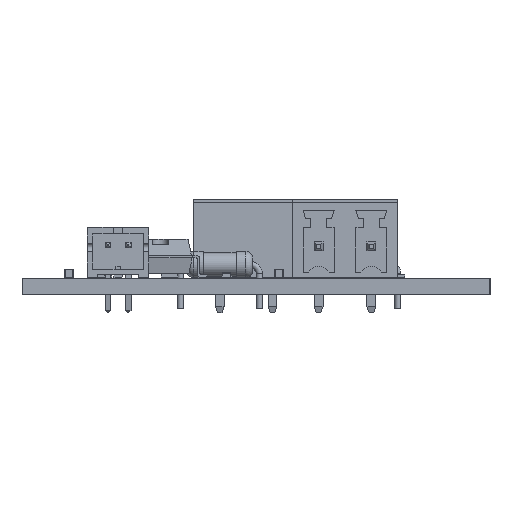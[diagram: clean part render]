
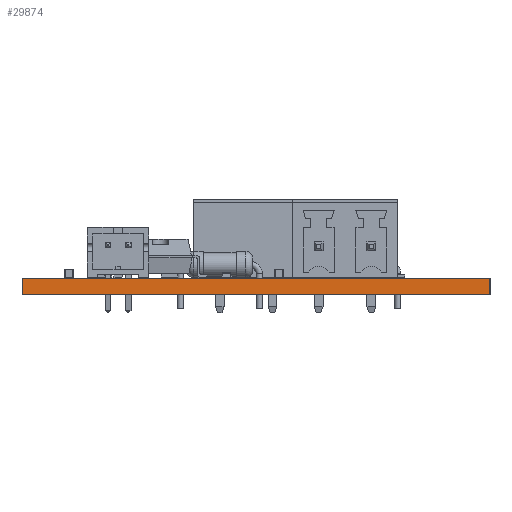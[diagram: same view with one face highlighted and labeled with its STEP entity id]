
A CAD part, left-side view. The second image highlights one B-rep face of the part: STEP entity #29874.
In plain terms, the highlighted planar face has unit normal (-1, 0, 0).
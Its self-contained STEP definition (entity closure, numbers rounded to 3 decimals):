
#29874 = ADVANCED_FACE('',(#29875),#29889,.F.);
#29875 = FACE_BOUND('',#29876,.F.);
#29876 = EDGE_LOOP('',(#29877,#29912,#29940,#29968));
#29877 = ORIENTED_EDGE('',*,*,#29878,.T.);
#29878 = EDGE_CURVE('',#29879,#29881,#29883,.T.);
#29879 = VERTEX_POINT('',#29880);
#29880 = CARTESIAN_POINT('',(66.04,-67.945,0.));
#29881 = VERTEX_POINT('',#29882);
#29882 = CARTESIAN_POINT('',(66.04,-67.945,1.6));
#29883 = SURFACE_CURVE('',#29884,(#29888,#29900),.PCURVE_S1.);
#29884 = LINE('',#29885,#29886);
#29885 = CARTESIAN_POINT('',(66.04,-67.945,0.));
#29886 = VECTOR('',#29887,1.);
#29887 = DIRECTION('',(0.,0.,1.));
#29888 = PCURVE('',#29889,#29894);
#29889 = PLANE('',#29890);
#29890 = AXIS2_PLACEMENT_3D('',#29891,#29892,#29893);
#29891 = CARTESIAN_POINT('',(66.04,-67.945,0.));
#29892 = DIRECTION('',(1.,0.,0.));
#29893 = DIRECTION('',(0.,-1.,0.));
#29894 = DEFINITIONAL_REPRESENTATION('',(#29895),#29899);
#29895 = LINE('',#29896,#29897);
#29896 = CARTESIAN_POINT('',(0.,0.));
#29897 = VECTOR('',#29898,1.);
#29898 = DIRECTION('',(0.,-1.));
#29899 = ( GEOMETRIC_REPRESENTATION_CONTEXT(2) 
PARAMETRIC_REPRESENTATION_CONTEXT() REPRESENTATION_CONTEXT('2D SPACE',''
  ) );
#29900 = PCURVE('',#29901,#29906);
#29901 = PLANE('',#29902);
#29902 = AXIS2_PLACEMENT_3D('',#29903,#29904,#29905);
#29903 = CARTESIAN_POINT('',(175.26,-67.945,0.));
#29904 = DIRECTION('',(0.,-1.,0.));
#29905 = DIRECTION('',(-1.,0.,0.));
#29906 = DEFINITIONAL_REPRESENTATION('',(#29907),#29911);
#29907 = LINE('',#29908,#29909);
#29908 = CARTESIAN_POINT('',(109.22,0.));
#29909 = VECTOR('',#29910,1.);
#29910 = DIRECTION('',(0.,-1.));
#29911 = ( GEOMETRIC_REPRESENTATION_CONTEXT(2) 
PARAMETRIC_REPRESENTATION_CONTEXT() REPRESENTATION_CONTEXT('2D SPACE',''
  ) );
#29912 = ORIENTED_EDGE('',*,*,#29913,.T.);
#29913 = EDGE_CURVE('',#29881,#29914,#29916,.T.);
#29914 = VERTEX_POINT('',#29915);
#29915 = CARTESIAN_POINT('',(66.04,-113.03,1.6));
#29916 = SURFACE_CURVE('',#29917,(#29921,#29928),.PCURVE_S1.);
#29917 = LINE('',#29918,#29919);
#29918 = CARTESIAN_POINT('',(66.04,-67.945,1.6));
#29919 = VECTOR('',#29920,1.);
#29920 = DIRECTION('',(0.,-1.,0.));
#29921 = PCURVE('',#29889,#29922);
#29922 = DEFINITIONAL_REPRESENTATION('',(#29923),#29927);
#29923 = LINE('',#29924,#29925);
#29924 = CARTESIAN_POINT('',(0.,-1.6));
#29925 = VECTOR('',#29926,1.);
#29926 = DIRECTION('',(1.,0.));
#29927 = ( GEOMETRIC_REPRESENTATION_CONTEXT(2) 
PARAMETRIC_REPRESENTATION_CONTEXT() REPRESENTATION_CONTEXT('2D SPACE',''
  ) );
#29928 = PCURVE('',#29929,#29934);
#29929 = PLANE('',#29930);
#29930 = AXIS2_PLACEMENT_3D('',#29931,#29932,#29933);
#29931 = CARTESIAN_POINT('',(120.65,-90.488,1.6));
#29932 = DIRECTION('',(0.,0.,1.));
#29933 = DIRECTION('',(1.,0.,0.));
#29934 = DEFINITIONAL_REPRESENTATION('',(#29935),#29939);
#29935 = LINE('',#29936,#29937);
#29936 = CARTESIAN_POINT('',(-54.61,22.543));
#29937 = VECTOR('',#29938,1.);
#29938 = DIRECTION('',(0.,-1.));
#29939 = ( GEOMETRIC_REPRESENTATION_CONTEXT(2) 
PARAMETRIC_REPRESENTATION_CONTEXT() REPRESENTATION_CONTEXT('2D SPACE',''
  ) );
#29940 = ORIENTED_EDGE('',*,*,#29941,.F.);
#29941 = EDGE_CURVE('',#29942,#29914,#29944,.T.);
#29942 = VERTEX_POINT('',#29943);
#29943 = CARTESIAN_POINT('',(66.04,-113.03,0.));
#29944 = SURFACE_CURVE('',#29945,(#29949,#29956),.PCURVE_S1.);
#29945 = LINE('',#29946,#29947);
#29946 = CARTESIAN_POINT('',(66.04,-113.03,0.));
#29947 = VECTOR('',#29948,1.);
#29948 = DIRECTION('',(0.,0.,1.));
#29949 = PCURVE('',#29889,#29950);
#29950 = DEFINITIONAL_REPRESENTATION('',(#29951),#29955);
#29951 = LINE('',#29952,#29953);
#29952 = CARTESIAN_POINT('',(45.085,0.));
#29953 = VECTOR('',#29954,1.);
#29954 = DIRECTION('',(0.,-1.));
#29955 = ( GEOMETRIC_REPRESENTATION_CONTEXT(2) 
PARAMETRIC_REPRESENTATION_CONTEXT() REPRESENTATION_CONTEXT('2D SPACE',''
  ) );
#29956 = PCURVE('',#29957,#29962);
#29957 = PLANE('',#29958);
#29958 = AXIS2_PLACEMENT_3D('',#29959,#29960,#29961);
#29959 = CARTESIAN_POINT('',(66.04,-113.03,0.));
#29960 = DIRECTION('',(0.,1.,0.));
#29961 = DIRECTION('',(1.,0.,0.));
#29962 = DEFINITIONAL_REPRESENTATION('',(#29963),#29967);
#29963 = LINE('',#29964,#29965);
#29964 = CARTESIAN_POINT('',(0.,0.));
#29965 = VECTOR('',#29966,1.);
#29966 = DIRECTION('',(0.,-1.));
#29967 = ( GEOMETRIC_REPRESENTATION_CONTEXT(2) 
PARAMETRIC_REPRESENTATION_CONTEXT() REPRESENTATION_CONTEXT('2D SPACE',''
  ) );
#29968 = ORIENTED_EDGE('',*,*,#29969,.F.);
#29969 = EDGE_CURVE('',#29879,#29942,#29970,.T.);
#29970 = SURFACE_CURVE('',#29971,(#29975,#29982),.PCURVE_S1.);
#29971 = LINE('',#29972,#29973);
#29972 = CARTESIAN_POINT('',(66.04,-67.945,0.));
#29973 = VECTOR('',#29974,1.);
#29974 = DIRECTION('',(0.,-1.,0.));
#29975 = PCURVE('',#29889,#29976);
#29976 = DEFINITIONAL_REPRESENTATION('',(#29977),#29981);
#29977 = LINE('',#29978,#29979);
#29978 = CARTESIAN_POINT('',(0.,0.));
#29979 = VECTOR('',#29980,1.);
#29980 = DIRECTION('',(1.,0.));
#29981 = ( GEOMETRIC_REPRESENTATION_CONTEXT(2) 
PARAMETRIC_REPRESENTATION_CONTEXT() REPRESENTATION_CONTEXT('2D SPACE',''
  ) );
#29982 = PCURVE('',#29983,#29988);
#29983 = PLANE('',#29984);
#29984 = AXIS2_PLACEMENT_3D('',#29985,#29986,#29987);
#29985 = CARTESIAN_POINT('',(120.65,-90.488,0.));
#29986 = DIRECTION('',(0.,0.,1.));
#29987 = DIRECTION('',(1.,0.,0.));
#29988 = DEFINITIONAL_REPRESENTATION('',(#29989),#29993);
#29989 = LINE('',#29990,#29991);
#29990 = CARTESIAN_POINT('',(-54.61,22.543));
#29991 = VECTOR('',#29992,1.);
#29992 = DIRECTION('',(0.,-1.));
#29993 = ( GEOMETRIC_REPRESENTATION_CONTEXT(2) 
PARAMETRIC_REPRESENTATION_CONTEXT() REPRESENTATION_CONTEXT('2D SPACE',''
  ) );
